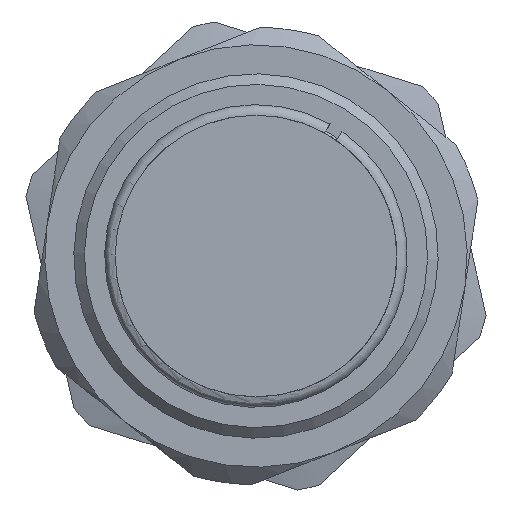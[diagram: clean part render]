
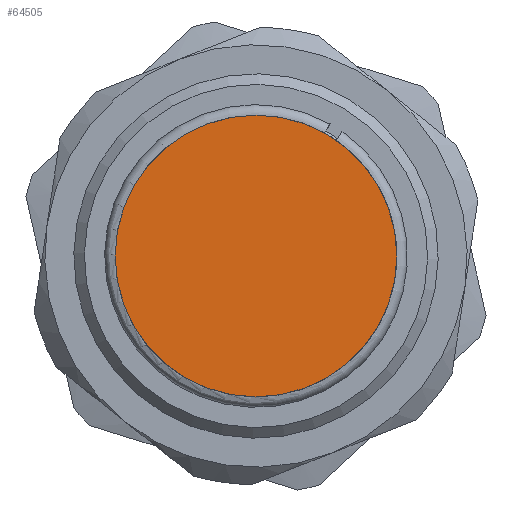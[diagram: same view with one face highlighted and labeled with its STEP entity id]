
A CAD part, left-side view. The second image highlights one B-rep face of the part: STEP entity #64505.
In plain terms, the highlighted planar face has unit normal (-1, 0, 0).
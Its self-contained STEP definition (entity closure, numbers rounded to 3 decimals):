
#64489=CARTESIAN_POINT('',(0.,3.525,0.0));
#64490=DIRECTION('',(-1.0,0.0,0.0));
#64491=DIRECTION('',(0.0,0.0,1.0));
#64492=AXIS2_PLACEMENT_3D('',#64489,#64490,#64491);
#64493=PLANE('',#64492);
#64494=CARTESIAN_POINT('',(0.,4.0,0.0));
#64495=VERTEX_POINT('',#64494);
#64496=CARTESIAN_POINT('',(0.0,0.0,0.0));
#64497=DIRECTION('',(1.0,0.0,0.0));
#64498=DIRECTION('',(0.0,1.0,0.0));
#64499=AXIS2_PLACEMENT_3D('',#64496,#64497,#64498);
#64500=CIRCLE('',#64499,4.0);
#64501=EDGE_CURVE('',#64495,#64495,#64500,.T.);
#64502=ORIENTED_EDGE('',*,*,#64501,.F.);
#64503=EDGE_LOOP('',(#64502));
#64504=FACE_OUTER_BOUND('',#64503,.T.);
#64505=ADVANCED_FACE('',(#64504),#64493,.T.);
